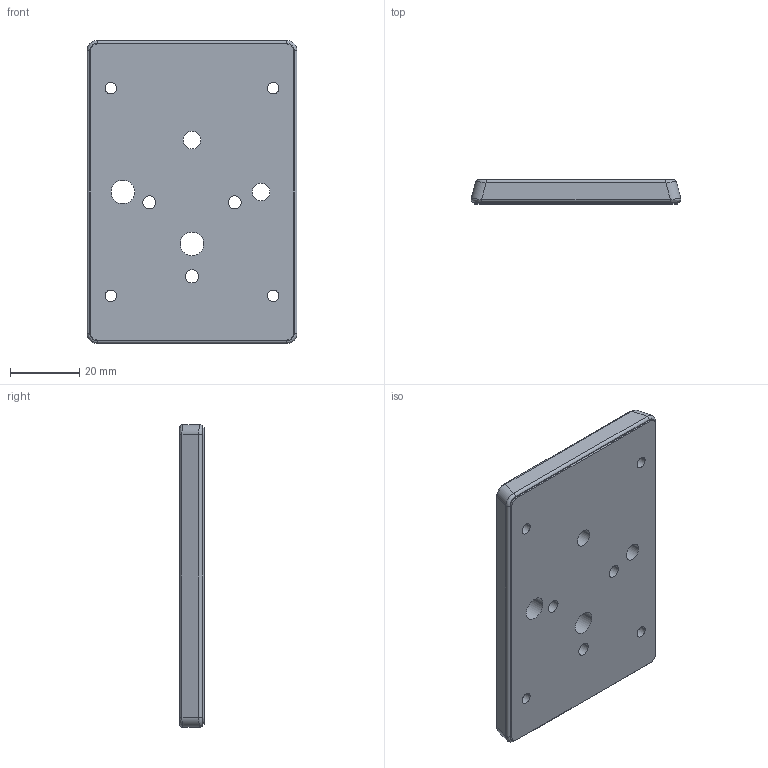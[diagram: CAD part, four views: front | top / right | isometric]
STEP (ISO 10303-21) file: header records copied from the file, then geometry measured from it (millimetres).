
FILE_DESCRIPTION((''),'2;1');
FILE_NAME('192529_ASM','2016-05-16T',('PDMAdmin'),(''),'PRO/ENGINEER BY PARAMETRIC TECHNOLOGY CORPORATION, 2016010','PRO/ENGINEER BY PARAMETRIC TECHNOLOGY CORPORATION, 2016010','');
FILE_SCHEMA(('CONFIG_CONTROL_DESIGN'));
Length unit declared in the file: millimetre
Products named in the file (2): 192522; 192529_ASM
Assembly tree (1 placements, depth 2):
  192529_ASM
    192522
Bounding box: 60.7 x 7 x 87.6 mm (x, y, z)
Volume: 34403.3 mm3; surface area: 13131.4 mm2
Topology: 1 solids, 1 shells, 77 faces, 190 edges, 120 vertices
Faces by surface type: cylinder 46, plane 15, bspline 8, torus 8
Entity records: 2852 total; most frequent: CARTESIAN_POINT 899, DIRECTION 414, ORIENTED_EDGE 380, EDGE_CURVE 190, AXIS2_PLACEMENT_3D 172, VERTEX_POINT 120, EDGE_LOOP 104, CIRCLE 100
